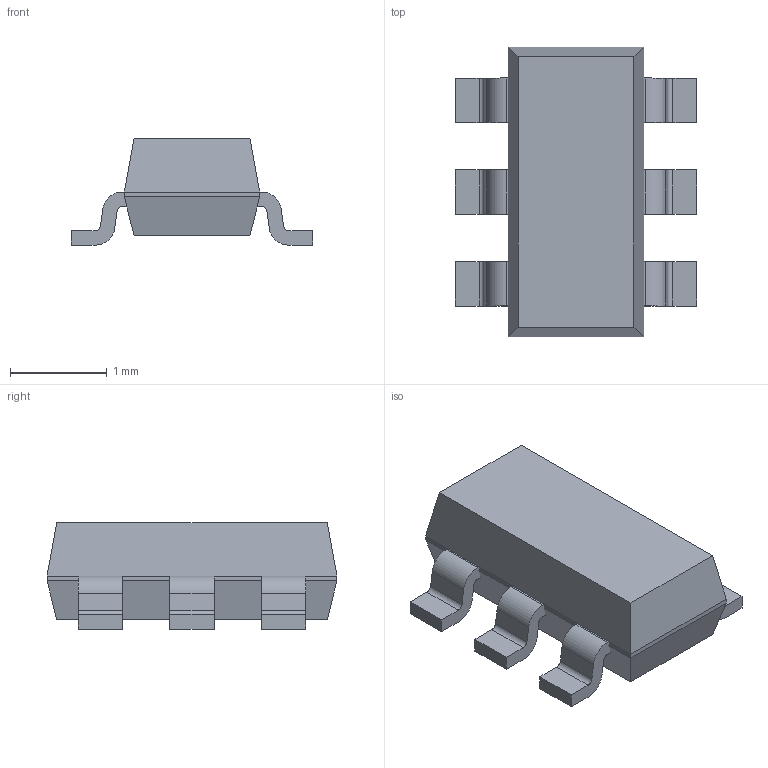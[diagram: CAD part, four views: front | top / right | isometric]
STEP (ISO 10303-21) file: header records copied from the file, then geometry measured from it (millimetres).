
FILE_DESCRIPTION(('FreeCAD Model'),'2;1');
FILE_NAME('Open CASCADE Shape Model','2024-09-05T12:23:46',(''),(''), 'Open CASCADE STEP processor 7.6','FreeCAD','Unknown');
FILE_SCHEMA(('AUTOMOTIVE_DESIGN { 1 0 10303 214 1 1 1 1 }'));
Length unit declared in the file: millimetre
Products named in the file (1): SOT23-6
Bounding box: 2.5 x 3 x 1.1 mm (x, y, z)
Volume: 4.2 mm3; surface area: 23.2 mm2
Topology: 7 solids, 7 shells, 98 faces, 244 edges, 160 vertices
Faces by surface type: plane 74, cylinder 24
Entity records: 6927 total; most frequent: CARTESIAN_POINT 1311, DIRECTION 898, LINE 604, VECTOR 604, ORIENTED_EDGE 488, PCURVE 488, DEFINITIONAL_REPRESENTATION 488, EDGE_CURVE 244
